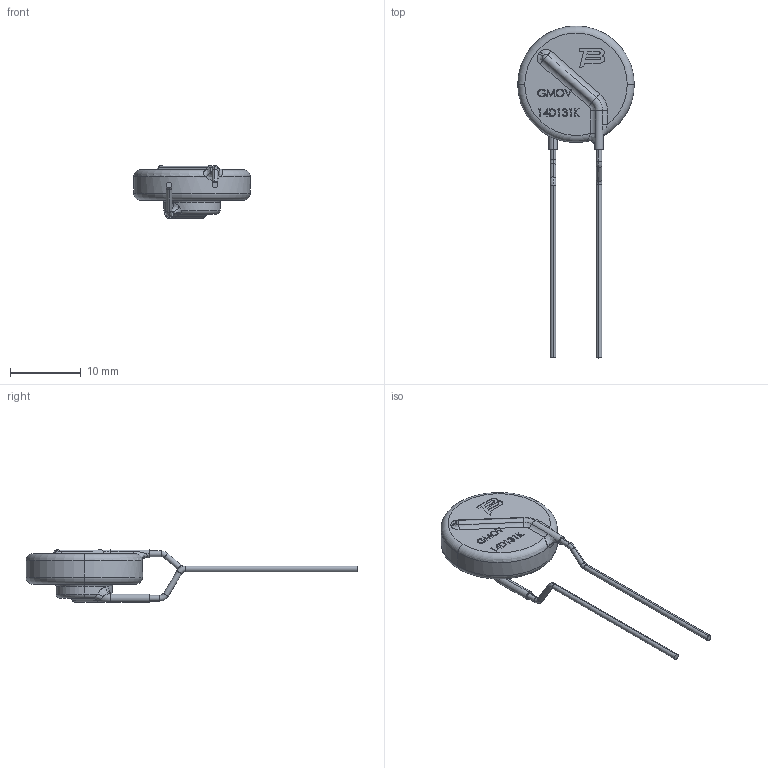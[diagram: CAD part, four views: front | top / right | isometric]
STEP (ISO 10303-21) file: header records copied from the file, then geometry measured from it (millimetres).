
FILE_DESCRIPTION (( 'STEP AP214' ), '1' );
FILE_NAME ('GMOV 14D131K.STEP', '2022-05-24T21:17:24', ( '' ), ( '' ), 'SwSTEP 2.0', 'SolidWorks 2021', '' );
FILE_SCHEMA (( 'AUTOMOTIVE_DESIGN' ));
Length unit declared in the file: millimetre
Products named in the file (1): GMOV 14D131K
Bounding box: 16.5 x 47 x 7.5 mm (x, y, z)
Volume: 1052.2 mm3; surface area: 852.5 mm2
Topology: 3 solids, 3 shells, 230 faces, 578 edges, 371 vertices
Faces by surface type: plane 115, bspline 63, cylinder 28, torus 24
Entity records: 11055 total; most frequent: CARTESIAN_POINT 5882, ORIENTED_EDGE 1156, DIRECTION 879, EDGE_CURVE 578, VERTEX_POINT 371, VECTOR 345, LINE 345, AXIS2_PLACEMENT_3D 267
